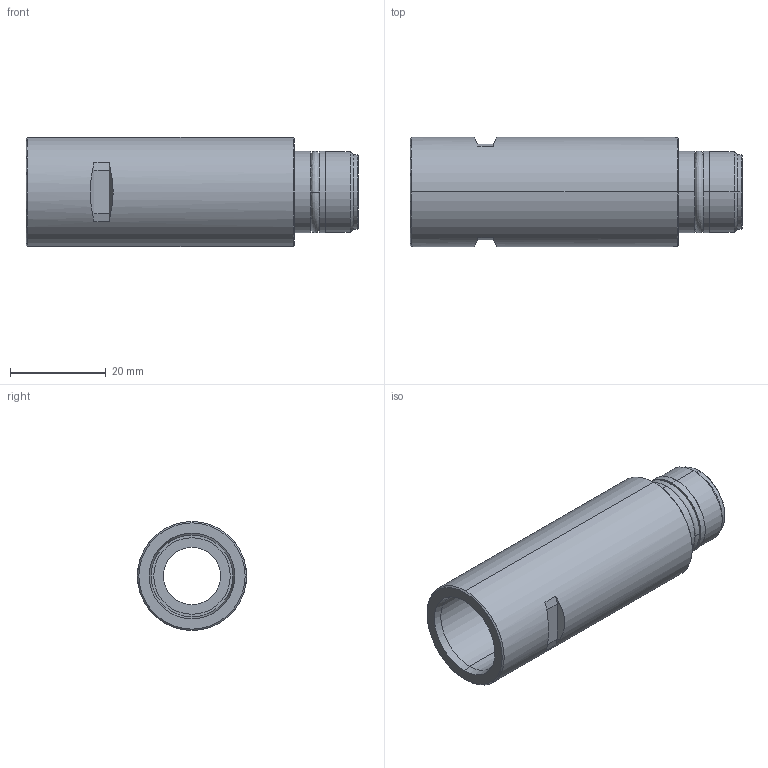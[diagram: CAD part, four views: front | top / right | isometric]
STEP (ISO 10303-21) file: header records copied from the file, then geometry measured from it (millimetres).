
FILE_DESCRIPTION (( 'STEP AP203' ), '1' );
FILE_NAME ('ARG-02T Assy.STEP', '2013-11-29T04:41:31', ( ' ' ), ( ' ' ), 'SwSTEP 2.0', 'SolidWorks 2011', '' );
FILE_SCHEMA (( 'CONFIG_CONTROL_DESIGN' ));
Length unit declared in the file: millimetre
Products named in the file (4): ARG-02T 寑毆挈暊; 0311-135150-14.3X1.4X1.7; ARG-02T Assy; ARG-02T 閩
Assembly tree (3 placements, depth 2):
  ARG-02T Assy
    ARG-02T 閩
    0311-135150-14.3X1.4X1.7
    ARG-02T 寑毆挈暊
Bounding box: 69.4 x 22.8 x 22.8 mm (x, y, z)
Volume: 13650.3 mm3; surface area: 10280.8 mm2
Topology: 3 solids, 3 shells, 76 faces, 161 edges, 97 vertices
Faces by surface type: plane 30, cylinder 25, cone 17, bspline 4
Entity records: 2504 total; most frequent: CARTESIAN_POINT 460, DIRECTION 370, ORIENTED_EDGE 322, EDGE_CURVE 161, AXIS2_PLACEMENT_3D 151, VERTEX_POINT 97, EDGE_LOOP 88, ADVANCED_FACE 76
